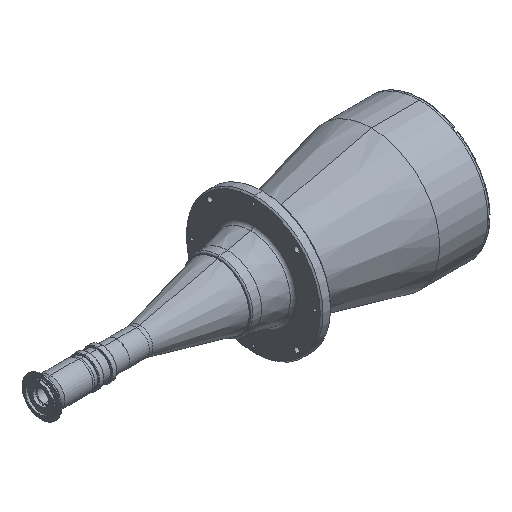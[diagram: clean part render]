
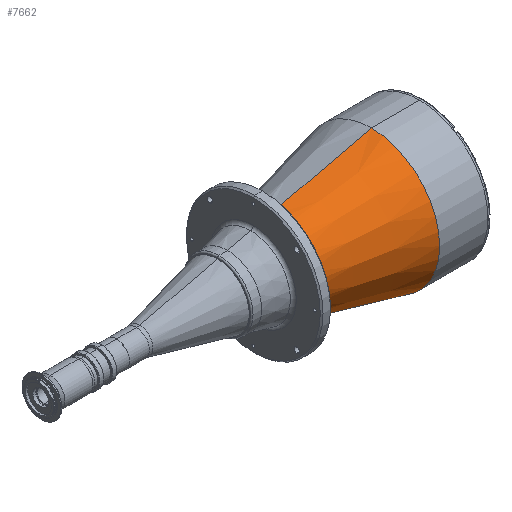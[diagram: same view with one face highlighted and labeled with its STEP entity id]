
A CAD part, isometric view. The second image highlights one B-rep face of the part: STEP entity #7662.
In plain terms, the highlighted conical face has half-angle 13.358 degrees and reference radius 50 mm.
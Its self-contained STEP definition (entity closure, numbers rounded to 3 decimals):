
#84 = EDGE_CURVE ( 'NONE', #8591, #846, #9314, .T. ) ;
#473 = DIRECTION ( 'NONE',  ( -1., 0., 0. ) ) ;
#846 = VERTEX_POINT ( 'NONE', #3954 ) ;
#1626 = EDGE_LOOP ( 'NONE', ( #1782, #6771, #5803, #2943 ) ) ;
#1782 = ORIENTED_EDGE ( 'NONE', *, *, #6584, .F. ) ;
#1790 = AXIS2_PLACEMENT_3D ( 'NONE', #5610, #9498, #4845 ) ;
#2075 = VECTOR ( 'NONE', #4175, 1000. ) ;
#2529 = VERTEX_POINT ( 'NONE', #3352 ) ;
#2595 = CARTESIAN_POINT ( 'NONE',  ( 273.094, 0., 0. ) ) ;
#2736 = VERTEX_POINT ( 'NONE', #4627 ) ;
#2943 = ORIENTED_EDGE ( 'NONE', *, *, #9122, .T. ) ;
#3352 = CARTESIAN_POINT ( 'NONE',  ( 424.718, 0., -100. ) ) ;
#3707 = DIRECTION ( 'NONE',  ( 0., 0., 1. ) ) ;
#3906 = LINE ( 'NONE', #6096, #8034 ) ;
#3954 = CARTESIAN_POINT ( 'NONE',  ( 273.094, 0., 63.995 ) ) ;
#4162 = CIRCLE ( 'NONE', #7312, 100. ) ;
#4175 = DIRECTION ( 'NONE',  ( 0.973, 0., -0.231 ) ) ;
#4583 = FACE_OUTER_BOUND ( 'NONE', #1626, .T. ) ;
#4627 = CARTESIAN_POINT ( 'NONE',  ( 424.718, 0., 100. ) ) ;
#4845 = DIRECTION ( 'NONE',  ( 0., 0., -1. ) ) ;
#5088 = CARTESIAN_POINT ( 'NONE',  ( 424.718, 0., 0. ) ) ;
#5467 = EDGE_CURVE ( 'NONE', #8591, #2529, #6452, .T. ) ;
#5610 = CARTESIAN_POINT ( 'NONE',  ( 214.16, 0., 0. ) ) ;
#5803 = ORIENTED_EDGE ( 'NONE', *, *, #5467, .T. ) ;
#5869 = DIRECTION ( 'NONE',  ( 0., 0., 1. ) ) ;
#6096 = CARTESIAN_POINT ( 'NONE',  ( 214.16, 0., 50. ) ) ;
#6452 = LINE ( 'NONE', #8042, #2075 ) ;
#6584 = EDGE_CURVE ( 'NONE', #846, #2736, #3906, .T. ) ;
#6771 = ORIENTED_EDGE ( 'NONE', *, *, #84, .F. ) ;
#7312 = AXIS2_PLACEMENT_3D ( 'NONE', #5088, #473, #5869 ) ;
#7662 = ADVANCED_FACE ( 'NONE', ( #4583 ), #8572, .T. ) ;
#8034 = VECTOR ( 'NONE', #9950, 1000. ) ;
#8042 = CARTESIAN_POINT ( 'NONE',  ( 214.16, 0., -50. ) ) ;
#8370 = DIRECTION ( 'NONE',  ( -1., 0., 0. ) ) ;
#8572 = CONICAL_SURFACE ( 'NONE', #1790, 50., 0.233 ) ;
#8591 = VERTEX_POINT ( 'NONE', #9739 ) ;
#8990 = AXIS2_PLACEMENT_3D ( 'NONE', #2595, #8370, #3707 ) ;
#9122 = EDGE_CURVE ( 'NONE', #2529, #2736, #4162, .T. ) ;
#9314 = CIRCLE ( 'NONE', #8990, 63.995 ) ;
#9498 = DIRECTION ( 'NONE',  ( 1., 0., 0. ) ) ;
#9739 = CARTESIAN_POINT ( 'NONE',  ( 273.094, 0., -63.995 ) ) ;
#9950 = DIRECTION ( 'NONE',  ( 0.973, 0., 0.231 ) ) ;
